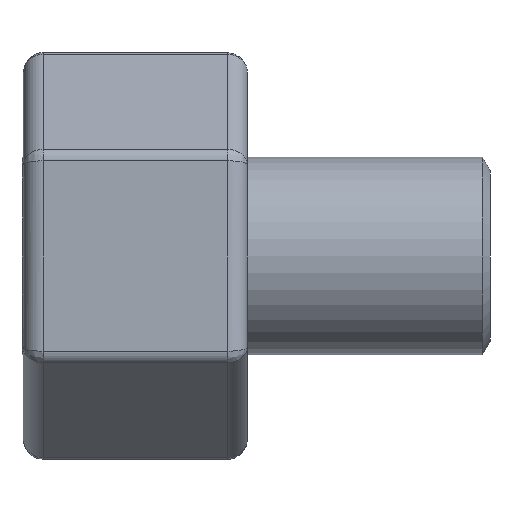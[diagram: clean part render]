
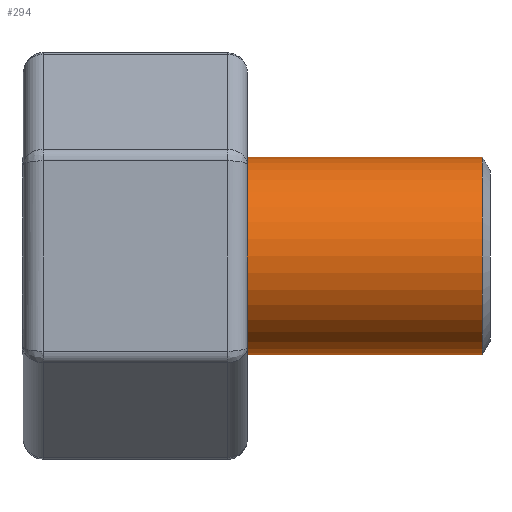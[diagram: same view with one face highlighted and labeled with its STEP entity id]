
A CAD part, front view. The second image highlights one B-rep face of the part: STEP entity #294.
In plain terms, the highlighted cylindrical face has radius 7.5 mm (diameter 15 mm), a full revolution.
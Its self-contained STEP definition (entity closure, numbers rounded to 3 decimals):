
#247=CYLINDRICAL_SURFACE('',#851,7.5);
#294=ADVANCED_FACE('',(#372,#373),#247,.T.);
#372=FACE_BOUND('',#413,.T.);
#373=FACE_BOUND('',#414,.T.);
#413=EDGE_LOOP('',(#489));
#414=EDGE_LOOP('',(#490));
#489=ORIENTED_EDGE('',*,*,#702,.T.);
#490=ORIENTED_EDGE('',*,*,#714,.F.);
#646=VERTEX_POINT('',#1175);
#658=VERTEX_POINT('',#1211);
#702=EDGE_CURVE('',#646,#646,#793,.T.);
#714=EDGE_CURVE('',#658,#658,#805,.T.);
#793=CIRCLE('',#825,7.5);
#805=CIRCLE('',#849,7.5);
#825=AXIS2_PLACEMENT_3D('',#1174,#931,#932);
#849=AXIS2_PLACEMENT_3D('',#1210,#979,#980);
#851=AXIS2_PLACEMENT_3D('',#1213,#983,#984);
#931=DIRECTION('',(-1.,0.,0.));
#932=DIRECTION('',(0.,0.,1.));
#979=DIRECTION('',(-1.,0.,0.));
#980=DIRECTION('',(0.,0.,1.));
#983=DIRECTION('',(-1.,0.,0.));
#984=DIRECTION('',(0.,0.,1.));
#1174=CARTESIAN_POINT('',(34.923,0.,0.));
#1175=CARTESIAN_POINT('',(34.923,0.,7.5));
#1210=CARTESIAN_POINT('',(13.5,0.,0.));
#1211=CARTESIAN_POINT('',(13.5,0.,7.5));
#1213=CARTESIAN_POINT('',(0.,0.,0.));
